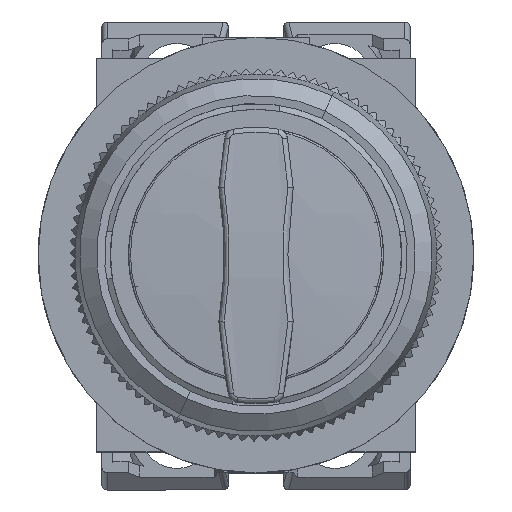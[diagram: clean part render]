
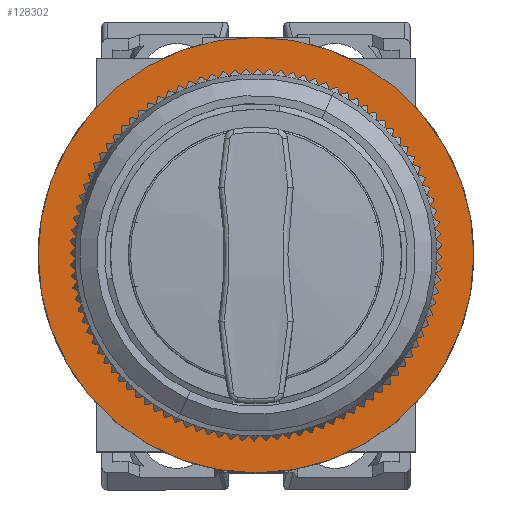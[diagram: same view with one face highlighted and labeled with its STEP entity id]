
A CAD part, top view. The second image highlights one B-rep face of the part: STEP entity #128302.
In plain terms, the highlighted planar face has unit normal (0, 0, 1).
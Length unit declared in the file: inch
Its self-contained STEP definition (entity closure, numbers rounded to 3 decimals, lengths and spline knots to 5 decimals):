
#5181 = AXIS2_PLACEMENT_3D ( 'NONE', #108641, #142277, #7671 ) ;
#7671 = DIRECTION ( 'NONE',  ( -1., 0., 0. ) ) ;
#8773 = DIRECTION ( 'NONE',  ( 0., 0., -1. ) ) ;
#8851 = EDGE_CURVE ( 'NONE', #60002, #101643, #90116, .T. ) ;
#11510 = CIRCLE ( 'NONE', #128136, 0.80709 ) ;
#13518 = FACE_OUTER_BOUND ( 'NONE', #122082, .T. ) ;
#19815 = DIRECTION ( 'NONE',  ( 0., 0., 1. ) ) ;
#21636 = ORIENTED_EDGE ( 'NONE', *, *, #56674, .T. ) ;
#23862 = DIRECTION ( 'NONE',  ( 0., 0., 1. ) ) ;
#24799 = PLANE ( 'NONE',  #122391 ) ;
#25493 = EDGE_LOOP ( 'NONE', ( #21636, #112115 ) ) ;
#35239 = AXIS2_PLACEMENT_3D ( 'NONE', #106808, #118493, #139501 ) ;
#42430 = CARTESIAN_POINT ( 'NONE',  ( 0., 0., 0.23622 ) ) ;
#43504 = CIRCLE ( 'NONE', #35239, 0.62598 ) ;
#46519 = AXIS2_PLACEMENT_3D ( 'NONE', #42430, #8773, #107888 ) ;
#51735 = EDGE_CURVE ( 'NONE', #105553, #129194, #117918, .T. ) ;
#56674 = EDGE_CURVE ( 'NONE', #129194, #105553, #43504, .T. ) ;
#60002 = VERTEX_POINT ( 'NONE', #100412 ) ;
#62691 = DIRECTION ( 'NONE',  ( -1., 0., 0. ) ) ;
#62758 = EDGE_CURVE ( 'NONE', #101643, #60002, #11510, .T. ) ;
#63657 = CARTESIAN_POINT ( 'NONE',  ( 0., 0., 0.23622 ) ) ;
#68720 = DIRECTION ( 'NONE',  ( 1., 0., 0. ) ) ;
#72903 = FACE_BOUND ( 'NONE', #25493, .T. ) ;
#80720 = ORIENTED_EDGE ( 'NONE', *, *, #8851, .T. ) ;
#90116 = CIRCLE ( 'NONE', #5181, 0.80709 ) ;
#91683 = CARTESIAN_POINT ( 'NONE',  ( 0., 0., 0.23622 ) ) ;
#100412 = CARTESIAN_POINT ( 'NONE',  ( -0.80709, 0., 0.23622 ) ) ;
#101643 = VERTEX_POINT ( 'NONE', #105941 ) ;
#105553 = VERTEX_POINT ( 'NONE', #141087 ) ;
#105941 = CARTESIAN_POINT ( 'NONE',  ( 0.80709, 0., 0.23622 ) ) ;
#106808 = CARTESIAN_POINT ( 'NONE',  ( 0., 0., 0.23622 ) ) ;
#107888 = DIRECTION ( 'NONE',  ( -1., 0., 0. ) ) ;
#108641 = CARTESIAN_POINT ( 'NONE',  ( 0., 0., 0.23622 ) ) ;
#112115 = ORIENTED_EDGE ( 'NONE', *, *, #51735, .T. ) ;
#117918 = CIRCLE ( 'NONE', #46519, 0.62598 ) ;
#118493 = DIRECTION ( 'NONE',  ( 0., 0., -1. ) ) ;
#122082 = EDGE_LOOP ( 'NONE', ( #80720, #128034 ) ) ;
#122391 = AXIS2_PLACEMENT_3D ( 'NONE', #91683, #23862, #68720 ) ;
#128034 = ORIENTED_EDGE ( 'NONE', *, *, #62758, .T. ) ;
#128136 = AXIS2_PLACEMENT_3D ( 'NONE', #63657, #19815, #62691 ) ;
#128302 = ADVANCED_FACE ( 'NONE', ( #72903, #13518 ), #24799, .T. ) ;
#129194 = VERTEX_POINT ( 'NONE', #131109 ) ;
#131109 = CARTESIAN_POINT ( 'NONE',  ( -0.62598, 0., 0.23622 ) ) ;
#139501 = DIRECTION ( 'NONE',  ( -1., 0., 0. ) ) ;
#141087 = CARTESIAN_POINT ( 'NONE',  ( 0.62598, 0., 0.23622 ) ) ;
#142277 = DIRECTION ( 'NONE',  ( 0., 0., 1. ) ) ;
